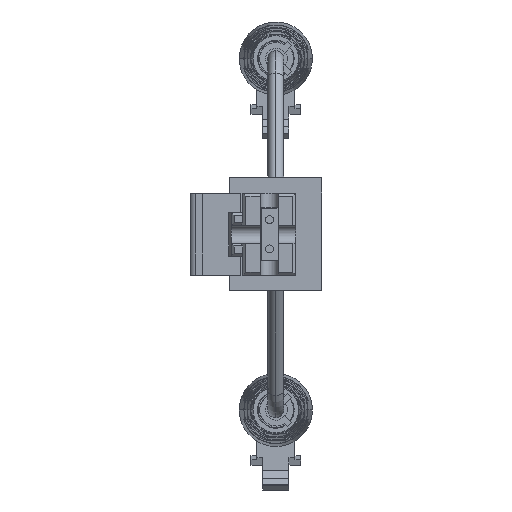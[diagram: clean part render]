
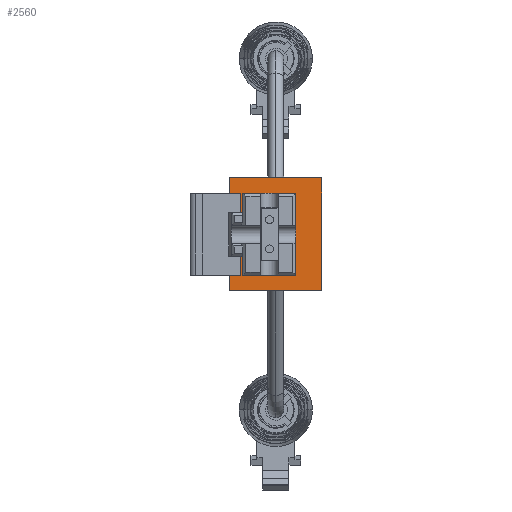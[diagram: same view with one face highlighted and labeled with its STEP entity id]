
A CAD part, left-side view. The second image highlights one B-rep face of the part: STEP entity #2560.
In plain terms, the highlighted face is planar.
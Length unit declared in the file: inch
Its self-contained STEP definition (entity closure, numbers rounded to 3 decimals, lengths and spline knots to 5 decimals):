
#2547 = EDGE_CURVE ( 'NONE', #2608, #2548, #9549, .T. ) ;
#2548 = VERTEX_POINT ( 'NONE', #9544 ) ;
#2560 = ADVANCED_FACE ( 'NONE', ( #9419, #9418 ), #9417, .F. ) ;
#2561 = ORIENTED_EDGE ( 'NONE', *, *, #2604, .T. ) ;
#2575 = ORIENTED_EDGE ( 'NONE', *, *, #6316, .T. ) ;
#2576 = EDGE_LOOP ( 'NONE', ( #6317, #6333, #6334, #6337 ) ) ;
#2604 = EDGE_CURVE ( 'NONE', #2605, #2606, #9637, .T. ) ;
#2605 = VERTEX_POINT ( 'NONE', #9633 ) ;
#2606 = VERTEX_POINT ( 'NONE', #9692 ) ;
#2607 = ORIENTED_EDGE ( 'NONE', *, *, #2616, .T. ) ;
#2608 = VERTEX_POINT ( 'NONE', #9691 ) ;
#2616 = EDGE_CURVE ( 'NONE', #2606, #2608, #9616, .T. ) ;
#2617 = ORIENTED_EDGE ( 'NONE', *, *, #2547, .T. ) ;
#2651 = VERTEX_POINT ( 'NONE', #9703 ) ;
#2653 = EDGE_CURVE ( 'NONE', #2651, #2654, #9702, .T. ) ;
#2654 = VERTEX_POINT ( 'NONE', #9659 ) ;
#2733 = EDGE_LOOP ( 'NONE', ( #2561, #2607, #2617, #2575 ) ) ;
#6292 = EDGE_CURVE ( 'NONE', #6319, #6336, #13049, .T. ) ;
#6316 = EDGE_CURVE ( 'NONE', #2548, #2605, #13102, .T. ) ;
#6317 = ORIENTED_EDGE ( 'NONE', *, *, #6318, .F. ) ;
#6318 = EDGE_CURVE ( 'NONE', #2654, #6319, #13098, .T. ) ;
#6319 = VERTEX_POINT ( 'NONE', #13094 ) ;
#6333 = ORIENTED_EDGE ( 'NONE', *, *, #2653, .F. ) ;
#6334 = ORIENTED_EDGE ( 'NONE', *, *, #6335, .F. ) ;
#6335 = EDGE_CURVE ( 'NONE', #6336, #2651, #13092, .T. ) ;
#6336 = VERTEX_POINT ( 'NONE', #13088 ) ;
#6337 = ORIENTED_EDGE ( 'NONE', *, *, #6292, .F. ) ;
#9413 = DIRECTION ( 'NONE',  ( 0., 0., -1. ) ) ;
#9414 = DIRECTION ( 'NONE',  ( 0., -1., 0. ) ) ;
#9415 = CARTESIAN_POINT ( 'NONE',  ( -0.1925, 0.2, -0.1575 ) ) ;
#9416 = AXIS2_PLACEMENT_3D ( 'NONE', #9415, #9414, #9413 ) ;
#9417 = PLANE ( 'NONE',  #9416 ) ;
#9418 = FACE_BOUND ( 'NONE', #2576, .T. ) ;
#9419 = FACE_OUTER_BOUND ( 'NONE', #2733, .T. ) ;
#9544 = CARTESIAN_POINT ( 'NONE',  ( 0.1925, 0.2, -0.1575 ) ) ;
#9546 = DIRECTION ( 'NONE',  ( 0., 0., -1. ) ) ;
#9547 = VECTOR ( 'NONE', #9546, 39.37008 ) ;
#9548 = CARTESIAN_POINT ( 'NONE',  ( 0.1925, 0.2, 0.1575 ) ) ;
#9549 = LINE ( 'NONE', #9548, #9547 ) ;
#9608 = DIRECTION ( 'NONE',  ( 1., 0., 0. ) ) ;
#9609 = VECTOR ( 'NONE', #9608, 39.37008 ) ;
#9610 = CARTESIAN_POINT ( 'NONE',  ( -0.1925, 0.2, 0.1575 ) ) ;
#9616 = LINE ( 'NONE', #9610, #9609 ) ;
#9633 = CARTESIAN_POINT ( 'NONE',  ( -0.1925, 0.2, -0.1575 ) ) ;
#9634 = DIRECTION ( 'NONE',  ( 0., 0., 1. ) ) ;
#9635 = VECTOR ( 'NONE', #9634, 39.37008 ) ;
#9636 = CARTESIAN_POINT ( 'NONE',  ( -0.1925, 0.2, 0.1575 ) ) ;
#9637 = LINE ( 'NONE', #9636, #9635 ) ;
#9659 = CARTESIAN_POINT ( 'NONE',  ( 0.14, 0.2, 0.1125 ) ) ;
#9691 = CARTESIAN_POINT ( 'NONE',  ( 0.1925, 0.2, 0.1575 ) ) ;
#9692 = CARTESIAN_POINT ( 'NONE',  ( -0.1925, 0.2, 0.1575 ) ) ;
#9699 = DIRECTION ( 'NONE',  ( 1., 0., 0. ) ) ;
#9700 = VECTOR ( 'NONE', #9699, 39.37008 ) ;
#9701 = CARTESIAN_POINT ( 'NONE',  ( 0.14, 0.2, 0.1125 ) ) ;
#9702 = LINE ( 'NONE', #9701, #9700 ) ;
#9703 = CARTESIAN_POINT ( 'NONE',  ( -0.14, 0.2, 0.1125 ) ) ;
#13046 = DIRECTION ( 'NONE',  ( -1., 0., 0. ) ) ;
#13047 = VECTOR ( 'NONE', #13046, 39.37008 ) ;
#13048 = CARTESIAN_POINT ( 'NONE',  ( 0.14, 0.2, -0.0675 ) ) ;
#13049 = LINE ( 'NONE', #13048, #13047 ) ;
#13088 = CARTESIAN_POINT ( 'NONE',  ( -0.14, 0.2, -0.0675 ) ) ;
#13089 = DIRECTION ( 'NONE',  ( 0., 0., 1. ) ) ;
#13090 = VECTOR ( 'NONE', #13089, 39.37008 ) ;
#13091 = CARTESIAN_POINT ( 'NONE',  ( -0.14, 0.2, -0.0675 ) ) ;
#13092 = LINE ( 'NONE', #13091, #13090 ) ;
#13094 = CARTESIAN_POINT ( 'NONE',  ( 0.14, 0.2, -0.0675 ) ) ;
#13095 = DIRECTION ( 'NONE',  ( 0., 0., -1. ) ) ;
#13096 = VECTOR ( 'NONE', #13095, 39.37008 ) ;
#13097 = CARTESIAN_POINT ( 'NONE',  ( 0.14, 0.2, -0.0675 ) ) ;
#13098 = LINE ( 'NONE', #13097, #13096 ) ;
#13099 = DIRECTION ( 'NONE',  ( -1., 0., 0. ) ) ;
#13100 = VECTOR ( 'NONE', #13099, 39.37008 ) ;
#13101 = CARTESIAN_POINT ( 'NONE',  ( -0.1925, 0.2, -0.1575 ) ) ;
#13102 = LINE ( 'NONE', #13101, #13100 ) ;
